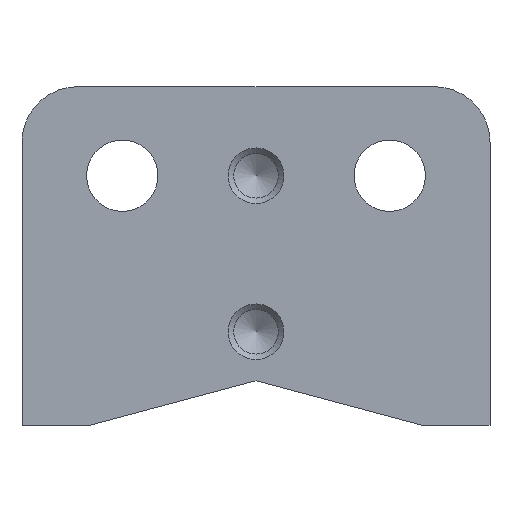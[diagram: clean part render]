
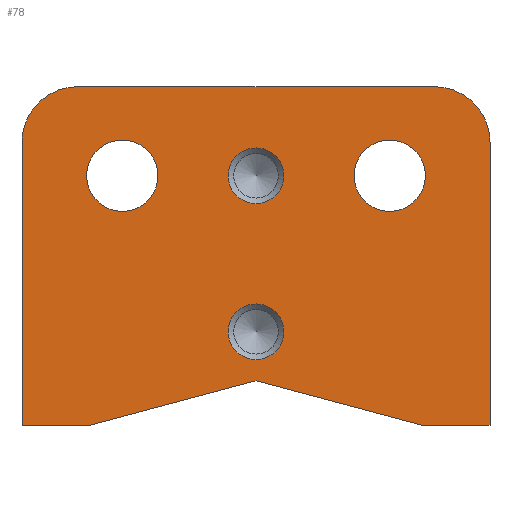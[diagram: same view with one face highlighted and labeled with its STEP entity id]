
A CAD part, front view. The second image highlights one B-rep face of the part: STEP entity #78.
In plain terms, the highlighted planar face has unit normal (0, -1, 0).
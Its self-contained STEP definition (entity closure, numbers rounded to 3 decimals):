
#12 = AXIS2_PLACEMENT_3D ( 'NONE', #211, #515, #1195 ) ;
#35 = EDGE_CURVE ( 'NONE', #924, #1161, #417, .T. ) ;
#52 = ORIENTED_EDGE ( 'NONE', *, *, #335, .F. ) ;
#61 = EDGE_CURVE ( 'NONE', #355, #355, #667, .T. ) ;
#64 = CARTESIAN_POINT ( 'NONE',  ( 0., 0., 2. ) ) ;
#78 = ADVANCED_FACE ( 'NONE', ( #862, #97, #832, #124, #834 ), #869, .F. ) ;
#83 = ORIENTED_EDGE ( 'NONE', *, *, #783, .T. ) ;
#97 = FACE_BOUND ( 'NONE', #343, .T. ) ;
#100 = DIRECTION ( 'NONE',  ( 0., -1., 0. ) ) ;
#101 = ORIENTED_EDGE ( 'NONE', *, *, #970, .T. ) ;
#113 = CARTESIAN_POINT ( 'NONE',  ( 10.5, 0., 0. ) ) ;
#124 = FACE_BOUND ( 'NONE', #179, .T. ) ;
#135 = CARTESIAN_POINT ( 'NONE',  ( -8., 0., 12.7 ) ) ;
#142 = CARTESIAN_POINT ( 'NONE',  ( 8., 0., 15.2 ) ) ;
#147 = CARTESIAN_POINT ( 'NONE',  ( 0., 0., 2. ) ) ;
#154 = VERTEX_POINT ( 'NONE', #1127 ) ;
#156 = CIRCLE ( 'NONE', #676, 2.5 ) ;
#157 = EDGE_CURVE ( 'NONE', #836, #1123, #232, .T. ) ;
#167 = CARTESIAN_POINT ( 'NONE',  ( 0., 0., 2.95 ) ) ;
#179 = EDGE_LOOP ( 'NONE', ( #83 ) ) ;
#188 = VERTEX_POINT ( 'NONE', #167 ) ;
#190 = VECTOR ( 'NONE', #348, 1000. ) ;
#193 = DIRECTION ( 'NONE',  ( 0., 0., -1. ) ) ;
#211 = CARTESIAN_POINT ( 'NONE',  ( -6., 0., 11.2 ) ) ;
#230 = LINE ( 'NONE', #113, #445 ) ;
#231 = DIRECTION ( 'NONE',  ( 0.966, 0., -0.259 ) ) ;
#232 = LINE ( 'NONE', #502, #1235 ) ;
#240 = CARTESIAN_POINT ( 'NONE',  ( 10.5, 0., 15.2 ) ) ;
#248 = VERTEX_POINT ( 'NONE', #1077 ) ;
#251 = AXIS2_PLACEMENT_3D ( 'NONE', #1196, #722, #913 ) ;
#260 = CARTESIAN_POINT ( 'NONE',  ( 10.5, 0., 12.7 ) ) ;
#270 = ORIENTED_EDGE ( 'NONE', *, *, #1076, .F. ) ;
#272 = AXIS2_PLACEMENT_3D ( 'NONE', #899, #628, #1103 ) ;
#283 = EDGE_CURVE ( 'NONE', #188, #188, #594, .T. ) ;
#302 = EDGE_LOOP ( 'NONE', ( #762 ) ) ;
#301 = DIRECTION ( 'NONE',  ( 0., 0., 1. ) ) ;
#331 = VERTEX_POINT ( 'NONE', #738 ) ;
#335 = EDGE_CURVE ( 'NONE', #924, #331, #1238, .T. ) ;
#339 = DIRECTION ( 'NONE',  ( 0., -1., 0. ) ) ;
#343 = EDGE_LOOP ( 'NONE', ( #511 ) ) ;
#348 = DIRECTION ( 'NONE',  ( -1., 0., 0. ) ) ;
#350 = DIRECTION ( 'NONE',  ( 0., 0., -1. ) ) ;
#355 = VERTEX_POINT ( 'NONE', #456 ) ;
#385 = DIRECTION ( 'NONE',  ( 0.966, 0., 0.259 ) ) ;
#399 = CARTESIAN_POINT ( 'NONE',  ( 0., 0., 11.2 ) ) ;
#404 = VERTEX_POINT ( 'NONE', #260 ) ;
#410 = DIRECTION ( 'NONE',  ( -1., 0., 0. ) ) ;
#417 = LINE ( 'NONE', #482, #610 ) ;
#445 = VECTOR ( 'NONE', #629, 1000. ) ;
#456 = CARTESIAN_POINT ( 'NONE',  ( 0., 0., 9.95 ) ) ;
#482 = CARTESIAN_POINT ( 'NONE',  ( -7.464, 0., 0. ) ) ;
#486 = CARTESIAN_POINT ( 'NONE',  ( 10.5, 0., 15.2 ) ) ;
#502 = CARTESIAN_POINT ( 'NONE',  ( 10.5, 0., 15.2 ) ) ;
#511 = ORIENTED_EDGE ( 'NONE', *, *, #61, .F. ) ;
#515 = DIRECTION ( 'NONE',  ( 0., 1., 0. ) ) ;
#571 = ORIENTED_EDGE ( 'NONE', *, *, #779, .T. ) ;
#580 = ORIENTED_EDGE ( 'NONE', *, *, #157, .T. ) ;
#594 = CIRCLE ( 'NONE', #701, 1.25 ) ;
#597 = CARTESIAN_POINT ( 'NONE',  ( 7.464, 0., 0. ) ) ;
#610 = VECTOR ( 'NONE', #385, 1000. ) ;
#628 = DIRECTION ( 'NONE',  ( 0., 1., 0. ) ) ;
#629 = DIRECTION ( 'NONE',  ( -1., 0., 0. ) ) ;
#638 = DIRECTION ( 'NONE',  ( 0., -1., 0. ) ) ;
#648 = CARTESIAN_POINT ( 'NONE',  ( -7.464, 0., 0. ) ) ;
#652 = VERTEX_POINT ( 'NONE', #1014 ) ;
#659 = ORIENTED_EDGE ( 'NONE', *, *, #1130, .T. ) ;
#667 = CIRCLE ( 'NONE', #1067, 1.25 ) ;
#668 = VECTOR ( 'NONE', #1145, 1000. ) ;
#670 = VERTEX_POINT ( 'NONE', #597 ) ;
#676 = AXIS2_PLACEMENT_3D ( 'NONE', #135, #339, #1007 ) ;
#681 = ORIENTED_EDGE ( 'NONE', *, *, #283, .F. ) ;
#696 = LINE ( 'NONE', #147, #1053 ) ;
#699 = EDGE_LOOP ( 'NONE', ( #728, #659, #270, #1193, #571, #580, #837, #101, #52 ) ) ;
#701 = AXIS2_PLACEMENT_3D ( 'NONE', #918, #638, #1135 ) ;
#722 = DIRECTION ( 'NONE',  ( 0., -1., 0. ) ) ;
#728 = ORIENTED_EDGE ( 'NONE', *, *, #35, .T. ) ;
#738 = CARTESIAN_POINT ( 'NONE',  ( -10.5, 0., 0. ) ) ;
#747 = AXIS2_PLACEMENT_3D ( 'NONE', #486, #1051, #301 ) ;
#754 = EDGE_CURVE ( 'NONE', #404, #248, #1102, .T. ) ;
#762 = ORIENTED_EDGE ( 'NONE', *, *, #989, .T. ) ;
#763 = VERTEX_POINT ( 'NONE', #1004 ) ;
#774 = EDGE_LOOP ( 'NONE', ( #681 ) ) ;
#779 = EDGE_CURVE ( 'NONE', #404, #836, #806, .T. ) ;
#783 = EDGE_CURVE ( 'NONE', #154, #154, #1072, .T. ) ;
#806 = CIRCLE ( 'NONE', #251, 2.5 ) ;
#832 = FACE_BOUND ( 'NONE', #302, .T. ) ;
#834 = FACE_OUTER_BOUND ( 'NONE', #699, .T. ) ;
#836 = VERTEX_POINT ( 'NONE', #142 ) ;
#837 = ORIENTED_EDGE ( 'NONE', *, *, #850, .T. ) ;
#850 = EDGE_CURVE ( 'NONE', #1123, #763, #156, .T. ) ;
#861 = CIRCLE ( 'NONE', #12, 1.6 ) ;
#862 = FACE_BOUND ( 'NONE', #774, .T. ) ;
#869 = PLANE ( 'NONE',  #747 ) ;
#875 = LINE ( 'NONE', #1247, #668 ) ;
#886 = CARTESIAN_POINT ( 'NONE',  ( -8., 0., 15.2 ) ) ;
#899 = CARTESIAN_POINT ( 'NONE',  ( 6., 0., 11.2 ) ) ;
#912 = CARTESIAN_POINT ( 'NONE',  ( 10.5, 0., 0. ) ) ;
#913 = DIRECTION ( 'NONE',  ( 0., 0., 1. ) ) ;
#918 = CARTESIAN_POINT ( 'NONE',  ( 0., 0., 4.2 ) ) ;
#924 = VERTEX_POINT ( 'NONE', #648 ) ;
#970 = EDGE_CURVE ( 'NONE', #763, #331, #875, .T. ) ;
#989 = EDGE_CURVE ( 'NONE', #652, #652, #861, .T. ) ;
#1004 = CARTESIAN_POINT ( 'NONE',  ( -10.5, 0., 12.7 ) ) ;
#1007 = DIRECTION ( 'NONE',  ( 0., 0., 1. ) ) ;
#1014 = CARTESIAN_POINT ( 'NONE',  ( -6., 0., 12.8 ) ) ;
#1051 = DIRECTION ( 'NONE',  ( 0., 1., 0. ) ) ;
#1053 = VECTOR ( 'NONE', #231, 1000. ) ;
#1067 = AXIS2_PLACEMENT_3D ( 'NONE', #399, #100, #193 ) ;
#1072 = CIRCLE ( 'NONE', #272, 1.6 ) ;
#1076 = EDGE_CURVE ( 'NONE', #248, #670, #230, .T. ) ;
#1077 = CARTESIAN_POINT ( 'NONE',  ( 10.5, 0., 0. ) ) ;
#1102 = LINE ( 'NONE', #240, #1236 ) ;
#1103 = DIRECTION ( 'NONE',  ( 0., 0., 1. ) ) ;
#1123 = VERTEX_POINT ( 'NONE', #886 ) ;
#1127 = CARTESIAN_POINT ( 'NONE',  ( 6., 0., 12.8 ) ) ;
#1130 = EDGE_CURVE ( 'NONE', #1161, #670, #696, .T. ) ;
#1135 = DIRECTION ( 'NONE',  ( 0., 0., -1. ) ) ;
#1145 = DIRECTION ( 'NONE',  ( 0., 0., -1. ) ) ;
#1161 = VERTEX_POINT ( 'NONE', #64 ) ;
#1193 = ORIENTED_EDGE ( 'NONE', *, *, #754, .F. ) ;
#1195 = DIRECTION ( 'NONE',  ( 0., 0., 1. ) ) ;
#1196 = CARTESIAN_POINT ( 'NONE',  ( 8., 0., 12.7 ) ) ;
#1235 = VECTOR ( 'NONE', #410, 1000. ) ;
#1236 = VECTOR ( 'NONE', #350, 1000. ) ;
#1238 = LINE ( 'NONE', #912, #190 ) ;
#1247 = CARTESIAN_POINT ( 'NONE',  ( -10.5, 0., 15.2 ) ) ;
